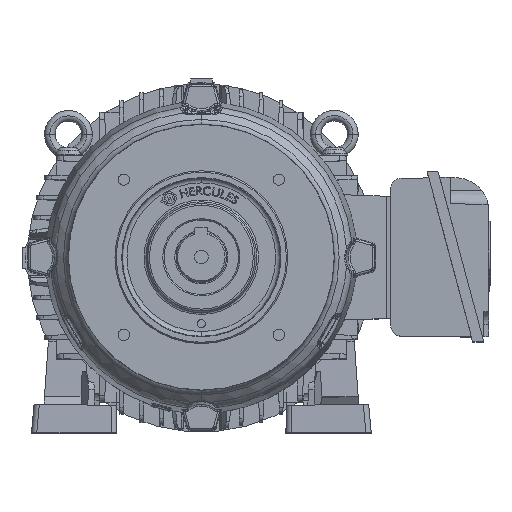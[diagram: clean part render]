
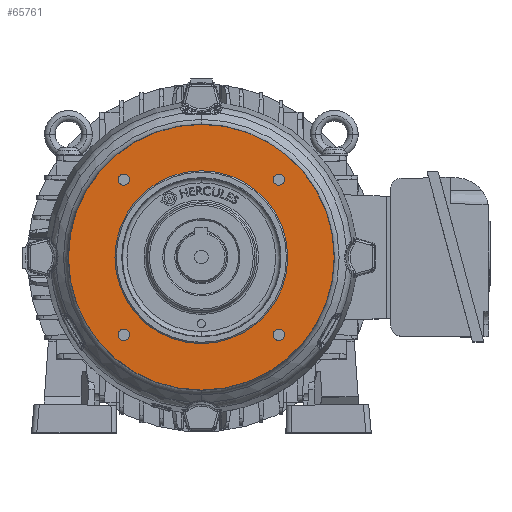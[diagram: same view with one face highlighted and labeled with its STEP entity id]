
A CAD part, top view. The second image highlights one B-rep face of the part: STEP entity #65761.
In plain terms, the highlighted planar face has unit normal (0, 0, 1).
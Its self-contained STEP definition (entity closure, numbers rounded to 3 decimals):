
#501 = CARTESIAN_POINT ( 'NONE',  ( -58.336, -58.336, 62.5 ) ) ;
#1753 = DIRECTION ( 'NONE',  ( -1., 0., 0. ) ) ;
#2022 = VERTEX_POINT ( 'NONE', #65130 ) ;
#2965 = EDGE_CURVE ( 'NONE', #2022, #44702, #23383, .T. ) ;
#4792 = ORIENTED_EDGE ( 'NONE', *, *, #38885, .F. ) ;
#7076 = CARTESIAN_POINT ( 'NONE',  ( -54.086, 58.336, 62.5 ) ) ;
#7617 = CIRCLE ( 'NONE', #53540, 4.25 ) ;
#8259 = VERTEX_POINT ( 'NONE', #24357 ) ;
#8833 = VERTEX_POINT ( 'NONE', #67551 ) ;
#8976 = CIRCLE ( 'NONE', #54870, 4.25 ) ;
#10194 = CARTESIAN_POINT ( 'NONE',  ( 58.336, -58.336, 62.5 ) ) ;
#13113 = CARTESIAN_POINT ( 'NONE',  ( 54.086, -58.336, 62.5 ) ) ;
#14040 = DIRECTION ( 'NONE',  ( -1., 0., 0. ) ) ;
#14761 = CIRCLE ( 'NONE', #42282, 4.25 ) ;
#16103 = CARTESIAN_POINT ( 'NONE',  ( 62.586, 58.336, 62.5 ) ) ;
#16931 = EDGE_CURVE ( 'NONE', #61435, #18005, #55942, .T. ) ;
#16982 = DIRECTION ( 'NONE',  ( 1., 0., 0. ) ) ;
#17256 = CARTESIAN_POINT ( 'NONE',  ( 54.086, 58.336, 62.5 ) ) ;
#17412 = VERTEX_POINT ( 'NONE', #7076 ) ;
#17778 = CARTESIAN_POINT ( 'NONE',  ( 0., 0., 62.5 ) ) ;
#17842 = AXIS2_PLACEMENT_3D ( 'NONE', #501, #31625, #24650 ) ;
#18005 = VERTEX_POINT ( 'NONE', #66689 ) ;
#18108 = CARTESIAN_POINT ( 'NONE',  ( -62.586, 58.336, 62.5 ) ) ;
#18124 = CARTESIAN_POINT ( 'NONE',  ( 58.336, 58.336, 62.5 ) ) ;
#18258 = DIRECTION ( 'NONE',  ( 0., 0., 1. ) ) ;
#19767 = CIRCLE ( 'NONE', #51251, 4.25 ) ;
#20041 = VERTEX_POINT ( 'NONE', #18108 ) ;
#20981 = FACE_BOUND ( 'NONE', #46710, .T. ) ;
#22543 = EDGE_CURVE ( 'NONE', #41921, #62976, #57603, .T. ) ;
#23383 = CIRCLE ( 'NONE', #69242, 99.97 ) ;
#24357 = CARTESIAN_POINT ( 'NONE',  ( -54.086, -58.336, 62.5 ) ) ;
#24650 = DIRECTION ( 'NONE',  ( 1., 0., 0. ) ) ;
#25274 = ORIENTED_EDGE ( 'NONE', *, *, #38343, .F. ) ;
#25496 = CARTESIAN_POINT ( 'NONE',  ( -58.336, -58.336, 62.5 ) ) ;
#26246 = EDGE_LOOP ( 'NONE', ( #64961, #71165 ) ) ;
#26307 = FACE_BOUND ( 'NONE', #49101, .T. ) ;
#26395 = EDGE_LOOP ( 'NONE', ( #75199, #67986 ) ) ;
#27017 = EDGE_LOOP ( 'NONE', ( #65484, #55844 ) ) ;
#28345 = DIRECTION ( 'NONE',  ( -1., 0., 0. ) ) ;
#29159 = EDGE_CURVE ( 'NONE', #8259, #8833, #30625, .T. ) ;
#29598 = CIRCLE ( 'NONE', #17842, 4.25 ) ;
#30625 = CIRCLE ( 'NONE', #80387, 4.25 ) ;
#30823 = CIRCLE ( 'NONE', #59745, 65. ) ;
#31505 = DIRECTION ( 'NONE',  ( 0., 0., 1. ) ) ;
#31625 = DIRECTION ( 'NONE',  ( 0., 0., 1. ) ) ;
#31660 = DIRECTION ( 'NONE',  ( 1., 0., 0. ) ) ;
#31901 = DIRECTION ( 'NONE',  ( 1., 0., 0. ) ) ;
#32901 = DIRECTION ( 'NONE',  ( 0., 0., -1. ) ) ;
#33317 = AXIS2_PLACEMENT_3D ( 'NONE', #45244, #76357, #14040 ) ;
#34101 = FACE_BOUND ( 'NONE', #26246, .T. ) ;
#34159 = EDGE_CURVE ( 'NONE', #62976, #41921, #14761, .T. ) ;
#35972 = DIRECTION ( 'NONE',  ( 1., 0., 0. ) ) ;
#37179 = DIRECTION ( 'NONE',  ( 0., 0., 1. ) ) ;
#38343 = EDGE_CURVE ( 'NONE', #18005, #61435, #30823, .T. ) ;
#38648 = CARTESIAN_POINT ( 'NONE',  ( 58.336, 58.336, 62.5 ) ) ;
#38885 = EDGE_CURVE ( 'NONE', #8833, #8259, #29598, .T. ) ;
#41110 = DIRECTION ( 'NONE',  ( 0., 0., 1. ) ) ;
#41218 = ORIENTED_EDGE ( 'NONE', *, *, #29159, .F. ) ;
#41921 = VERTEX_POINT ( 'NONE', #62269 ) ;
#42282 = AXIS2_PLACEMENT_3D ( 'NONE', #74587, #31505, #31901 ) ;
#42480 = VERTEX_POINT ( 'NONE', #17256 ) ;
#43216 = DIRECTION ( 'NONE',  ( 0., 0., 1. ) ) ;
#43449 = EDGE_CURVE ( 'NONE', #20041, #17412, #66203, .T. ) ;
#43832 = CIRCLE ( 'NONE', #75213, 99.97 ) ;
#44702 = VERTEX_POINT ( 'NONE', #47841 ) ;
#45069 = VERTEX_POINT ( 'NONE', #16103 ) ;
#45244 = CARTESIAN_POINT ( 'NONE',  ( 0., 0., 62.5 ) ) ;
#46469 = FACE_BOUND ( 'NONE', #27017, .T. ) ;
#46710 = EDGE_LOOP ( 'NONE', ( #41218, #4792 ) ) ;
#47841 = CARTESIAN_POINT ( 'NONE',  ( 0., -99.97, 62.5 ) ) ;
#48959 = CARTESIAN_POINT ( 'NONE',  ( 65., 0., 62.5 ) ) ;
#49101 = EDGE_LOOP ( 'NONE', ( #52606, #54126 ) ) ;
#49348 = DIRECTION ( 'NONE',  ( 1., 0., 0. ) ) ;
#49806 = DIRECTION ( 'NONE',  ( 0., 0., 1. ) ) ;
#51009 = CARTESIAN_POINT ( 'NONE',  ( 0., 0., 62.5 ) ) ;
#51251 = AXIS2_PLACEMENT_3D ( 'NONE', #38648, #43216, #68167 ) ;
#51812 = PLANE ( 'NONE',  #33317 ) ;
#52227 = EDGE_CURVE ( 'NONE', #17412, #20041, #7617, .T. ) ;
#52606 = ORIENTED_EDGE ( 'NONE', *, *, #52227, .F. ) ;
#53540 = AXIS2_PLACEMENT_3D ( 'NONE', #67867, #18258, #67468 ) ;
#54126 = ORIENTED_EDGE ( 'NONE', *, *, #43449, .F. ) ;
#54445 = EDGE_CURVE ( 'NONE', #42480, #45069, #8976, .T. ) ;
#54870 = AXIS2_PLACEMENT_3D ( 'NONE', #18124, #68130, #49348 ) ;
#55030 = CARTESIAN_POINT ( 'NONE',  ( 0., 0., 62.5 ) ) ;
#55844 = ORIENTED_EDGE ( 'NONE', *, *, #34159, .F. ) ;
#55942 = CIRCLE ( 'NONE', #80743, 65. ) ;
#57052 = AXIS2_PLACEMENT_3D ( 'NONE', #64883, #41110, #58366 ) ;
#57603 = CIRCLE ( 'NONE', #58901, 4.25 ) ;
#57921 = DIRECTION ( 'NONE',  ( 0., 0., 1. ) ) ;
#58366 = DIRECTION ( 'NONE',  ( 1., 0., 0. ) ) ;
#58901 = AXIS2_PLACEMENT_3D ( 'NONE', #10194, #77065, #59854 ) ;
#59154 = FACE_BOUND ( 'NONE', #80750, .T. ) ;
#59745 = AXIS2_PLACEMENT_3D ( 'NONE', #17778, #49806, #16982 ) ;
#59854 = DIRECTION ( 'NONE',  ( 1., 0., 0. ) ) ;
#61435 = VERTEX_POINT ( 'NONE', #48959 ) ;
#62269 = CARTESIAN_POINT ( 'NONE',  ( 62.586, -58.336, 62.5 ) ) ;
#62976 = VERTEX_POINT ( 'NONE', #13113 ) ;
#64883 = CARTESIAN_POINT ( 'NONE',  ( -58.336, 58.336, 62.5 ) ) ;
#64961 = ORIENTED_EDGE ( 'NONE', *, *, #77101, .F. ) ;
#65130 = CARTESIAN_POINT ( 'NONE',  ( 0., 99.97, 62.5 ) ) ;
#65484 = ORIENTED_EDGE ( 'NONE', *, *, #22543, .F. ) ;
#65761 = ADVANCED_FACE ( 'NONE', ( #34101, #26307, #20981, #46469, #59154, #71396 ), #51812, .F. ) ;
#65920 = EDGE_CURVE ( 'NONE', #44702, #2022, #43832, .T. ) ;
#66203 = CIRCLE ( 'NONE', #57052, 4.25 ) ;
#66689 = CARTESIAN_POINT ( 'NONE',  ( -65., 0., 62.5 ) ) ;
#67468 = DIRECTION ( 'NONE',  ( 1., 0., 0. ) ) ;
#67551 = CARTESIAN_POINT ( 'NONE',  ( -62.586, -58.336, 62.5 ) ) ;
#67867 = CARTESIAN_POINT ( 'NONE',  ( -58.336, 58.336, 62.5 ) ) ;
#67986 = ORIENTED_EDGE ( 'NONE', *, *, #2965, .F. ) ;
#68130 = DIRECTION ( 'NONE',  ( 0., 0., 1. ) ) ;
#68167 = DIRECTION ( 'NONE',  ( 1., 0., 0. ) ) ;
#69242 = AXIS2_PLACEMENT_3D ( 'NONE', #51009, #32901, #1753 ) ;
#71165 = ORIENTED_EDGE ( 'NONE', *, *, #54445, .F. ) ;
#71396 = FACE_OUTER_BOUND ( 'NONE', #26395, .T. ) ;
#74480 = CARTESIAN_POINT ( 'NONE',  ( 0., 0., 62.5 ) ) ;
#74587 = CARTESIAN_POINT ( 'NONE',  ( 58.336, -58.336, 62.5 ) ) ;
#75001 = ORIENTED_EDGE ( 'NONE', *, *, #16931, .F. ) ;
#75199 = ORIENTED_EDGE ( 'NONE', *, *, #65920, .F. ) ;
#75213 = AXIS2_PLACEMENT_3D ( 'NONE', #55030, #78762, #28345 ) ;
#76357 = DIRECTION ( 'NONE',  ( 0., 0., -1. ) ) ;
#77065 = DIRECTION ( 'NONE',  ( 0., 0., 1. ) ) ;
#77101 = EDGE_CURVE ( 'NONE', #45069, #42480, #19767, .T. ) ;
#78762 = DIRECTION ( 'NONE',  ( 0., 0., -1. ) ) ;
#80387 = AXIS2_PLACEMENT_3D ( 'NONE', #25496, #57921, #31660 ) ;
#80743 = AXIS2_PLACEMENT_3D ( 'NONE', #74480, #37179, #35972 ) ;
#80750 = EDGE_LOOP ( 'NONE', ( #75001, #25274 ) ) ;
